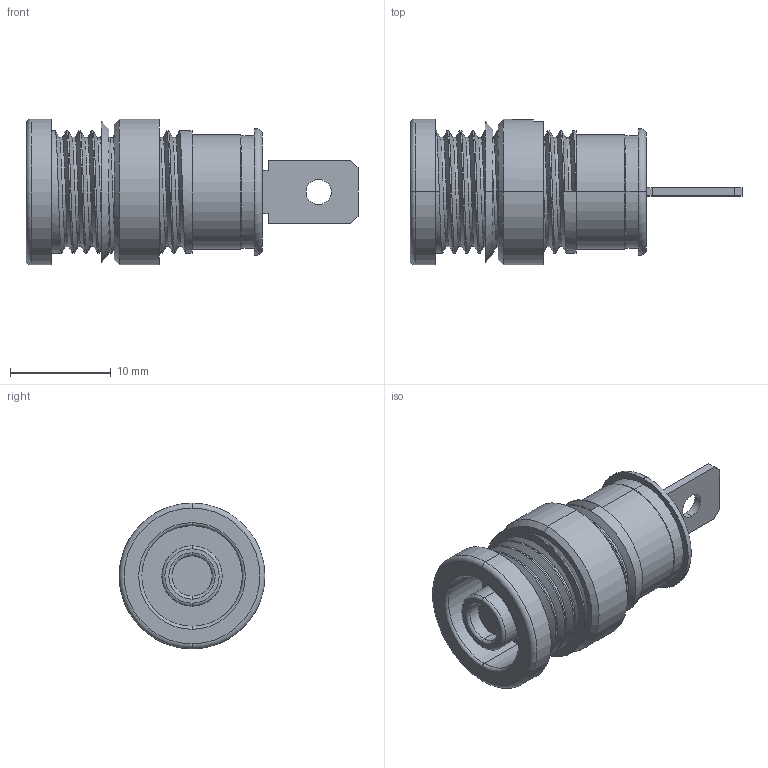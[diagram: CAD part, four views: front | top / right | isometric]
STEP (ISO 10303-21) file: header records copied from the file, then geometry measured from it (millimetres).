
FILE_DESCRIPTION(('FreeCAD Model'),'2;1');
FILE_NAME('Open CASCADE Shape Model','2024-12-17T15:13:03',(''),(''), 'Open CASCADE STEP processor 7.7','FreeCAD','Unknown');
FILE_SCHEMA(('AUTOMOTIVE_DESIGN { 1 0 10303 214 1 1 1 1 }'));
Length unit declared in the file: millimetre
Products named in the file (1): 972356101
Bounding box: 33 x 14.5 x 14.5 mm (x, y, z)
Volume: 2571.7 mm3; surface area: 2433.1 mm2
Topology: 1 solids, 1 shells, 84 faces, 203 edges, 125 vertices
Faces by surface type: cylinder 33, plane 28, torus 10, bspline 7, cone 6
Entity records: 6514 total; most frequent: CARTESIAN_POINT 4023, ORIENTED_EDGE 406, DIRECTION 385, EDGE_CURVE 203, AXIS2_PLACEMENT_3D 154, VERTEX_POINT 125, FACE_BOUND 96, EDGE_LOOP 96
